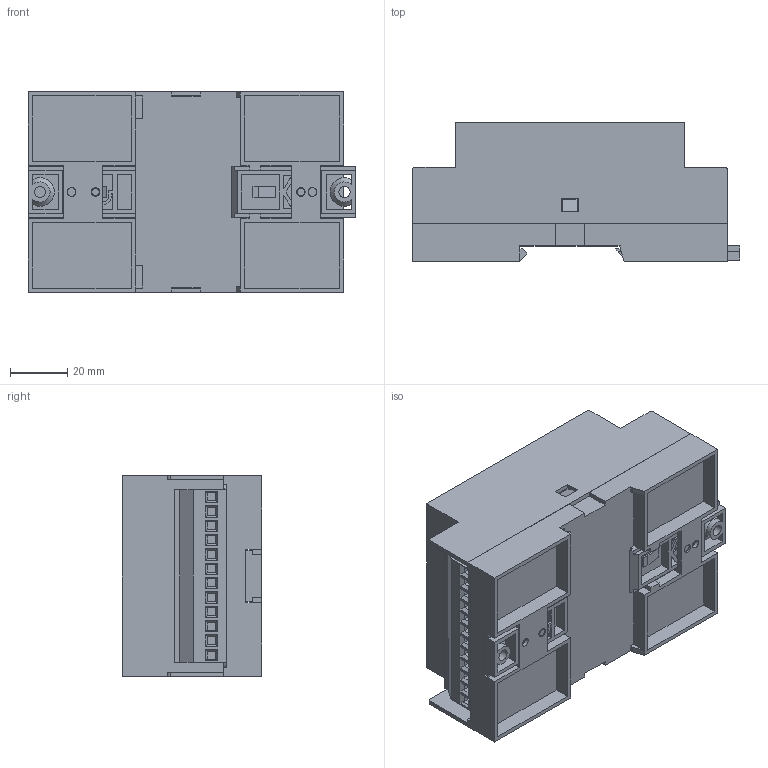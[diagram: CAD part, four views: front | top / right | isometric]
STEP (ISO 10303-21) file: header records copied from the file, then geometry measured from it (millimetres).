
FILE_DESCRIPTION (( 'STEP AP214' ), '1' );
FILE_NAME ('CES-70-02.STEP', '2022-06-24T12:37:19', ( '' ), ( '' ), 'SwSTEP 2.0', 'SolidWorks 2017', '' );
FILE_SCHEMA (( 'AUTOMOTIVE_DESIGN' ));
Length unit declared in the file: millimetre
Products named in the file (17): Euro fixed Terminal-12Way; Screw-small; CES-70-02; Base plate - MDB-70; Clip-Small; Clip-Big; Base PCB-MDP-70-01; TopCover - CES-70
Assembly tree (9 placements, depth 2):
  Screw-small
  CES-70-02
    Base plate - MDB-70
    Clip-Big
    Clip-Small
    Base PCB-MDP-70-01
    Screw-small  x2
    Euro fixed Terminal-12Way  x2
    TopCover - CES-70
  Euro fixed Terminal-12Way
  Screw-small
  Base plate - MDB-70
Bounding box: 114.3 x 48.55 x 70 mm (x, y, z)
Volume: 70183.3 mm3; surface area: 93228.9 mm2
Topology: 9 solids, 9 shells, 973 faces, 2600 edges, 1718 vertices
Faces by surface type: plane 728, cylinder 219, cone 20, torus 6
Entity records: 23730 total; most frequent: CARTESIAN_POINT 4163, ORIENTED_EDGE 3994, DIRECTION 3849, EDGE_CURVE 1997, VECTOR 1575, LINE 1575, VERTEX_POINT 1319, AXIS2_PLACEMENT_3D 1137
